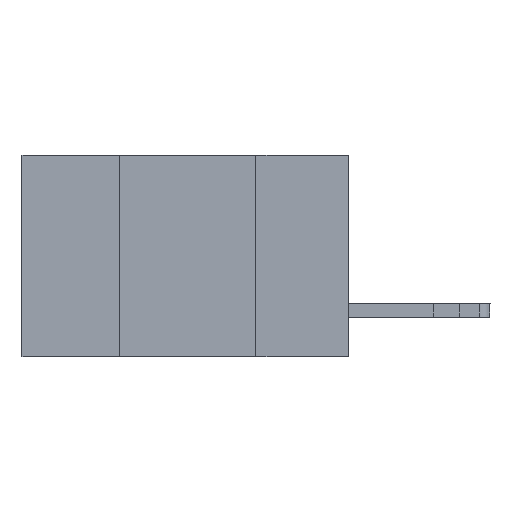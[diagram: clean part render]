
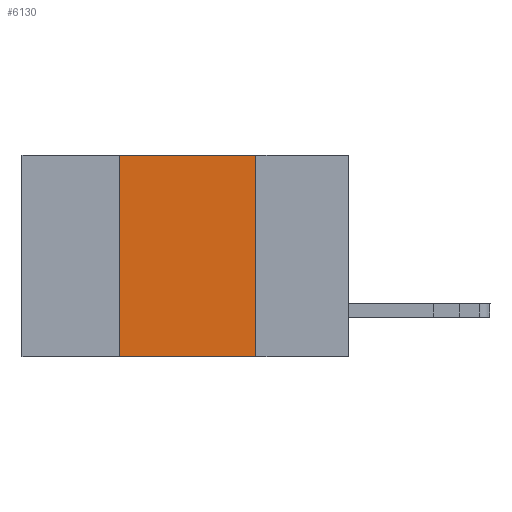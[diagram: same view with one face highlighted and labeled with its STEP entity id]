
A CAD part, left-side view. The second image highlights one B-rep face of the part: STEP entity #6130.
In plain terms, the highlighted planar face has unit normal (-1, 0, 0).
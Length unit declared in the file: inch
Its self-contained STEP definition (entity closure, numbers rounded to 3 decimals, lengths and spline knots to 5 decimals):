
#673 = EDGE_CURVE ( 'NONE', #4208, #4378, #16046, .T. ) ;
#1168 = CARTESIAN_POINT ( 'NONE',  ( 0., 0.17, -0.37 ) ) ;
#1390 = LINE ( 'NONE', #4067, #10913 ) ;
#1483 = ORIENTED_EDGE ( 'NONE', *, *, #5952, .F. ) ;
#3360 = AXIS2_PLACEMENT_3D ( 'NONE', #12900, #12807, #10226 ) ;
#4067 = CARTESIAN_POINT ( 'NONE',  ( 0., 0.6, -0.37 ) ) ;
#4208 = VERTEX_POINT ( 'NONE', #6870 ) ;
#4378 = VERTEX_POINT ( 'NONE', #5338 ) ;
#4463 = VERTEX_POINT ( 'NONE', #4759 ) ;
#4748 = FACE_OUTER_BOUND ( 'NONE', #12247, .T. ) ;
#4759 = CARTESIAN_POINT ( 'NONE',  ( 0., 0.17, 0. ) ) ;
#4920 = ORIENTED_EDGE ( 'NONE', *, *, #5047, .F. ) ;
#5047 = EDGE_CURVE ( 'NONE', #4378, #4463, #5385, .T. ) ;
#5338 = CARTESIAN_POINT ( 'NONE',  ( 0., 0.42, 0. ) ) ;
#5366 = DIRECTION ( 'NONE',  ( 0., -1., 0. ) ) ;
#5385 = LINE ( 'NONE', #14561, #15894 ) ;
#5952 = EDGE_CURVE ( 'NONE', #4463, #14215, #9064, .T. ) ;
#6130 = ADVANCED_FACE ( 'NONE', ( #4748 ), #12842, .F. ) ;
#6837 = DIRECTION ( 'NONE',  ( 0., 0., -1. ) ) ;
#6870 = CARTESIAN_POINT ( 'NONE',  ( 0., 0.42, -0.37 ) ) ;
#7782 = CARTESIAN_POINT ( 'NONE',  ( 0., 0.42, -0.37 ) ) ;
#8792 = DIRECTION ( 'NONE',  ( 0., 0., 1. ) ) ;
#9064 = LINE ( 'NONE', #10000, #15320 ) ;
#10000 = CARTESIAN_POINT ( 'NONE',  ( 0., 0.17, -0.37 ) ) ;
#10226 = DIRECTION ( 'NONE',  ( 0., 0., -1. ) ) ;
#10913 = VECTOR ( 'NONE', #5366, 39.37008 ) ;
#12247 = EDGE_LOOP ( 'NONE', ( #1483, #4920, #13253, #16575 ) ) ;
#12344 = VECTOR ( 'NONE', #8792, 39.37008 ) ;
#12807 = DIRECTION ( 'NONE',  ( 1., 0., 0. ) ) ;
#12842 = PLANE ( 'NONE',  #3360 ) ;
#12900 = CARTESIAN_POINT ( 'NONE',  ( 0., 0.6, 0. ) ) ;
#13253 = ORIENTED_EDGE ( 'NONE', *, *, #673, .F. ) ;
#14215 = VERTEX_POINT ( 'NONE', #1168 ) ;
#14561 = CARTESIAN_POINT ( 'NONE',  ( 0., 0.6, 0. ) ) ;
#15320 = VECTOR ( 'NONE', #6837, 39.37008 ) ;
#15506 = DIRECTION ( 'NONE',  ( 0., -1., 0. ) ) ;
#15581 = EDGE_CURVE ( 'NONE', #4208, #14215, #1390, .T. ) ;
#15894 = VECTOR ( 'NONE', #15506, 39.37008 ) ;
#16046 = LINE ( 'NONE', #7782, #12344 ) ;
#16575 = ORIENTED_EDGE ( 'NONE', *, *, #15581, .T. ) ;
